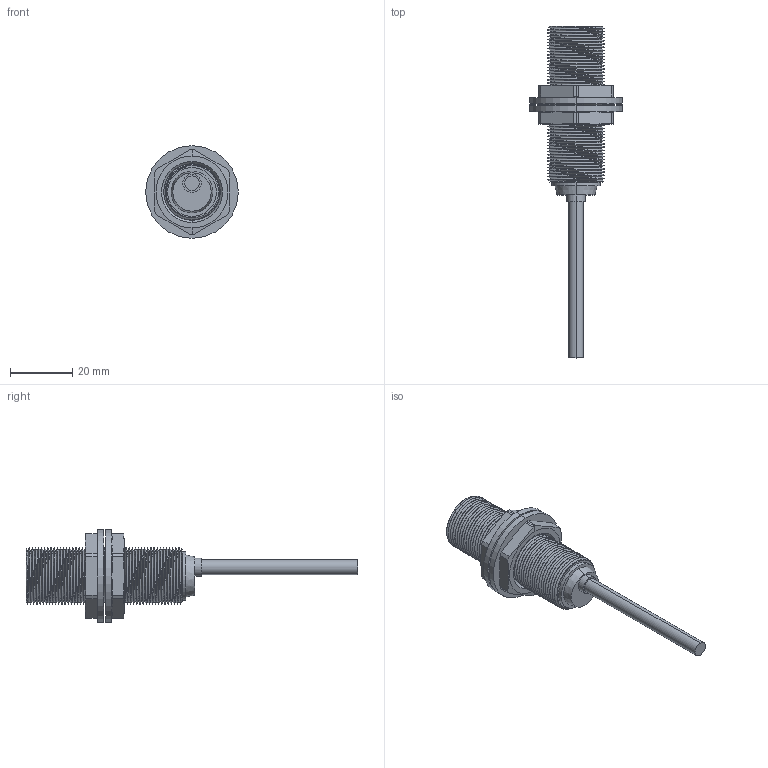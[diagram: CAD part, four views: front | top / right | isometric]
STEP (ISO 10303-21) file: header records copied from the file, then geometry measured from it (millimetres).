
FILE_DESCRIPTION (( 'STEP AP203' ), '1' );
FILE_NAME ('IX1850F8XXE1-CP.STEP', '2024-12-27T06:00:43', ( 'User' ), ( 'China' ), 'SwSTEP 2.0', 'SolidWorks 2016', '' );
FILE_SCHEMA (( 'CONFIG_CONTROL_DESIGN' ));
Length unit declared in the file: millimetre
Products named in the file (1): IX1850F8XXE1-CP
Bounding box: 29.6 x 106.3 x 29.6 mm (x, y, z)
Volume: 16393.5 mm3; surface area: 10643.1 mm2
Topology: 5 solids, 5 shells, 396 faces, 1137 edges, 755 vertices
Faces by surface type: cylinder 266, plane 100, cone 24, bspline 6
Entity records: 45989 total; most frequent: CARTESIAN_POINT 36347, ORIENTED_EDGE 2274, DIRECTION 1588, EDGE_CURVE 1137, VERTEX_POINT 755, AXIS2_PLACEMENT_3D 534, VECTOR 520, LINE 520
